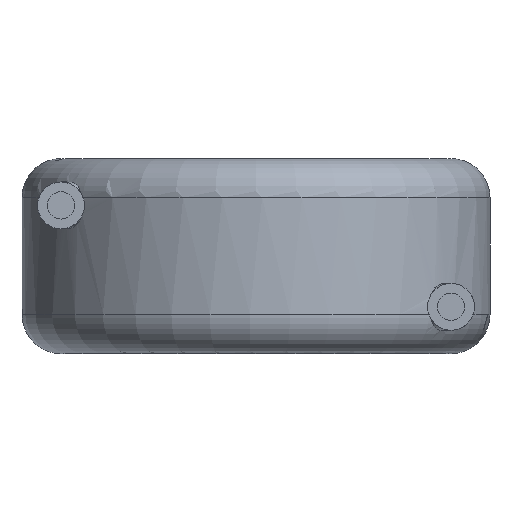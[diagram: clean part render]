
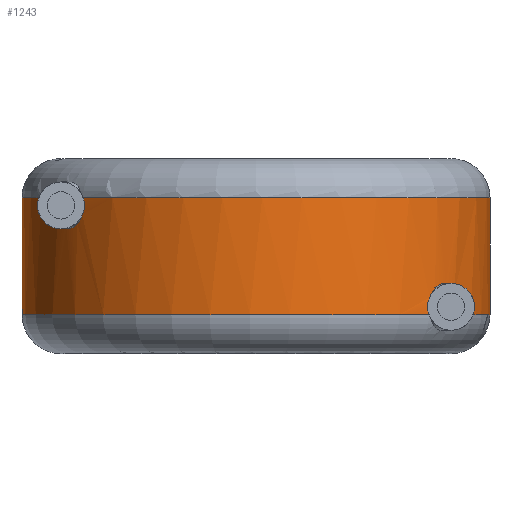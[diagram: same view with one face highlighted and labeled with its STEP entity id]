
A CAD part, front view. The second image highlights one B-rep face of the part: STEP entity #1243.
In plain terms, the highlighted cylindrical face has radius 6 mm (diameter 12 mm), a partial arc.
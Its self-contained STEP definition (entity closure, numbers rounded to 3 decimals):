
#13 = CIRCLE ( 'NONE', #735, 6. ) ;
#30 = CARTESIAN_POINT ( 'NONE',  ( 4.487, -3.983, 1.511 ) ) ;
#43 = DIRECTION ( 'NONE',  ( 1., 0., 0. ) ) ;
#54 = CARTESIAN_POINT ( 'NONE',  ( -6., 0., 1. ) ) ;
#88 = VERTEX_POINT ( 'NONE', #180 ) ;
#119 = DIRECTION ( 'NONE',  ( 0., 0., -1. ) ) ;
#180 = CARTESIAN_POINT ( 'NONE',  ( -5.13, -3.112, 4. ) ) ;
#263 = CARTESIAN_POINT ( 'NONE',  ( 4.979, -3.35, 1.742 ) ) ;
#272 = CARTESIAN_POINT ( 'NONE',  ( -4.487, -3.983, 3.489 ) ) ;
#313 = CARTESIAN_POINT ( 'NONE',  ( 4.487, -3.983, 1.511 ) ) ;
#329 = ORIENTED_EDGE ( 'NONE', *, *, #1551, .F. ) ;
#384 = LINE ( 'NONE', #3491, #2655 ) ;
#409 = VERTEX_POINT ( 'NONE', #2291 ) ;
#427 = CARTESIAN_POINT ( 'NONE',  ( 5.148, -3.083, 1.2 ) ) ;
#477 = B_SPLINE_CURVE_WITH_KNOTS ( 'NONE', 3,
 ( #272, #2573, #1930, #1192, #2292, #3041 ),
 .UNSPECIFIED., .F., .F.,
 ( 4, 2, 4 ),
 ( 0.001, 0.001, 0.001 ),
 .UNSPECIFIED. ) ;
#520 = CYLINDRICAL_SURFACE ( 'NONE', #3058, 6. ) ;
#532 = CARTESIAN_POINT ( 'NONE',  ( 0., 0., 1. ) ) ;
#540 = CARTESIAN_POINT ( 'NONE',  ( 5.13, -3.112, 1. ) ) ;
#552 = CARTESIAN_POINT ( 'NONE',  ( 4.446, -4.03, 1.443 ) ) ;
#573 = DIRECTION ( 'NONE',  ( 0., 0., 1. ) ) ;
#585 = CARTESIAN_POINT ( 'NONE',  ( 4.834, -3.556, 1.813 ) ) ;
#645 = DIRECTION ( 'NONE',  ( 0., 0., -1. ) ) ;
#648 = CARTESIAN_POINT ( 'NONE',  ( 0., 0., 1. ) ) ;
#650 = CARTESIAN_POINT ( 'NONE',  ( -4.887, -3.484, 3.195 ) ) ;
#679 = EDGE_CURVE ( 'NONE', #2473, #1134, #13, .T. ) ;
#704 = CARTESIAN_POINT ( 'NONE',  ( -5.13, -3.112, 4. ) ) ;
#735 = AXIS2_PLACEMENT_3D ( 'NONE', #3017, #2998, #1008 ) ;
#751 = EDGE_CURVE ( 'NONE', #2775, #3144, #2850, .T. ) ;
#778 = ORIENTED_EDGE ( 'NONE', *, *, #2180, .T. ) ;
#787 = CARTESIAN_POINT ( 'NONE',  ( 5.136, -3.103, 1.032 ) ) ;
#845 = CARTESIAN_POINT ( 'NONE',  ( 5.148, -3.083, 1.331 ) ) ;
#864 = VERTEX_POINT ( 'NONE', #2047 ) ;
#886 = CARTESIAN_POINT ( 'NONE',  ( 5.125, -3.121, 1.459 ) ) ;
#913 = CARTESIAN_POINT ( 'NONE',  ( -5.036, -3.265, 3.321 ) ) ;
#928 = CIRCLE ( 'NONE', #1398, 6. ) ;
#932 = B_SPLINE_CURVE_WITH_KNOTS ( 'NONE', 3,
 ( #704, #2293, #3406, #1498, #913, #650, #3136, #2586, #2314, #2941 ),
 .UNSPECIFIED., .F., .F.,
 ( 4, 2, 2, 2, 4 ),
 ( 0.002, 0.002, 0.003, 0.003, 0.003 ),
 .UNSPECIFIED. ) ;
#1008 = DIRECTION ( 'NONE',  ( 1., 0., 0. ) ) ;
#1102 = CARTESIAN_POINT ( 'NONE',  ( 5.148, -3.083, 1.2 ) ) ;
#1134 = VERTEX_POINT ( 'NONE', #1264 ) ;
#1161 = VECTOR ( 'NONE', #645, 1000. ) ;
#1192 = CARTESIAN_POINT ( 'NONE',  ( -4.393, -4.086, 3.824 ) ) ;
#1240 = CARTESIAN_POINT ( 'NONE',  ( 6., 0., 1. ) ) ;
#1243 = ADVANCED_FACE ( 'NONE', ( #3451 ), #520, .T. ) ;
#1264 = CARTESIAN_POINT ( 'NONE',  ( -4.434, -4.042, 4. ) ) ;
#1367 = DIRECTION ( 'NONE',  ( 0., 0., 1. ) ) ;
#1388 = CARTESIAN_POINT ( 'NONE',  ( 4.414, -4.064, 1.36 ) ) ;
#1398 = AXIS2_PLACEMENT_3D ( 'NONE', #2381, #119, #2046 ) ;
#1440 = ORIENTED_EDGE ( 'NONE', *, *, #1846, .F. ) ;
#1498 = CARTESIAN_POINT ( 'NONE',  ( -5.094, -3.172, 3.434 ) ) ;
#1500 = EDGE_CURVE ( 'NONE', #2473, #2869, #384, .T. ) ;
#1531 = ORIENTED_EDGE ( 'NONE', *, *, #2808, .T. ) ;
#1551 = EDGE_CURVE ( 'NONE', #3385, #2798, #3376, .T. ) ;
#1633 = AXIS2_PLACEMENT_3D ( 'NONE', #648, #573, #43 ) ;
#1648 = CARTESIAN_POINT ( 'NONE',  ( 5.146, -3.085, 1.132 ) ) ;
#1736 = AXIS2_PLACEMENT_3D ( 'NONE', #532, #1367, #3597 ) ;
#1746 = VERTEX_POINT ( 'NONE', #54 ) ;
#1846 = EDGE_CURVE ( 'NONE', #88, #864, #932, .T. ) ;
#1886 = EDGE_CURVE ( 'NONE', #2798, #2775, #3293, .T. ) ;
#1907 = DIRECTION ( 'NONE',  ( -1., 0., 0. ) ) ;
#1930 = CARTESIAN_POINT ( 'NONE',  ( -4.414, -4.064, 3.64 ) ) ;
#1940 = CARTESIAN_POINT ( 'NONE',  ( 5.13, -3.112, 1. ) ) ;
#1948 = EDGE_LOOP ( 'NONE', ( #2685, #2791, #3366, #1440, #1531, #778, #2506, #3061, #2065, #329, #2486 ) ) ;
#2046 = DIRECTION ( 'NONE',  ( 1., 0., 0. ) ) ;
#2047 = CARTESIAN_POINT ( 'NONE',  ( -4.487, -3.983, 3.489 ) ) ;
#2065 = ORIENTED_EDGE ( 'NONE', *, *, #1886, .F. ) ;
#2086 = CARTESIAN_POINT ( 'NONE',  ( -6., 0., 5. ) ) ;
#2180 = EDGE_CURVE ( 'NONE', #409, #1746, #3480, .T. ) ;
#2224 = CARTESIAN_POINT ( 'NONE',  ( 4.393, -4.086, 1.176 ) ) ;
#2291 = CARTESIAN_POINT ( 'NONE',  ( -6., 0., 4. ) ) ;
#2292 = CARTESIAN_POINT ( 'NONE',  ( -4.405, -4.074, 3.918 ) ) ;
#2293 = CARTESIAN_POINT ( 'NONE',  ( -5.155, -3.07, 3.862 ) ) ;
#2314 = CARTESIAN_POINT ( 'NONE',  ( -4.538, -3.926, 3.362 ) ) ;
#2381 = CARTESIAN_POINT ( 'NONE',  ( 0., 0., 4. ) ) ;
#2392 = CIRCLE ( 'NONE', #1736, 6. ) ;
#2463 = CARTESIAN_POINT ( 'NONE',  ( 0., 0., 5. ) ) ;
#2473 = VERTEX_POINT ( 'NONE', #3050 ) ;
#2474 = CARTESIAN_POINT ( 'NONE',  ( 4.601, -3.854, 1.711 ) ) ;
#2486 = ORIENTED_EDGE ( 'NONE', *, *, #2702, .T. ) ;
#2506 = ORIENTED_EDGE ( 'NONE', *, *, #3211, .T. ) ;
#2546 = CARTESIAN_POINT ( 'NONE',  ( 4.405, -4.074, 1.082 ) ) ;
#2573 = CARTESIAN_POINT ( 'NONE',  ( -4.446, -4.03, 3.557 ) ) ;
#2586 = CARTESIAN_POINT ( 'NONE',  ( -4.619, -3.832, 3.267 ) ) ;
#2587 = EDGE_CURVE ( 'NONE', #864, #1134, #477, .T. ) ;
#2633 = CARTESIAN_POINT ( 'NONE',  ( 4.487, -3.983, 1.511 ) ) ;
#2655 = VECTOR ( 'NONE', #3511, 1000. ) ;
#2685 = ORIENTED_EDGE ( 'NONE', *, *, #1500, .F. ) ;
#2702 = EDGE_CURVE ( 'NONE', #3385, #2869, #2392, .T. ) ;
#2713 = CARTESIAN_POINT ( 'NONE',  ( 4.434, -4.042, 1. ) ) ;
#2771 = CARTESIAN_POINT ( 'NONE',  ( 5.148, -3.083, 1.166 ) ) ;
#2775 = VERTEX_POINT ( 'NONE', #2633 ) ;
#2780 = CARTESIAN_POINT ( 'NONE',  ( 4.752, -3.665, 1.806 ) ) ;
#2791 = ORIENTED_EDGE ( 'NONE', *, *, #679, .T. ) ;
#2798 = VERTEX_POINT ( 'NONE', #427 ) ;
#2808 = EDGE_CURVE ( 'NONE', #88, #409, #928, .T. ) ;
#2850 = B_SPLINE_CURVE_WITH_KNOTS ( 'NONE', 3,
 ( #313, #552, #1388, #2224, #2546, #3337 ),
 .UNSPECIFIED., .F., .F.,
 ( 4, 2, 4 ),
 ( 0.001, 0.001, 0.001 ),
 .UNSPECIFIED. ) ;
#2869 = VERTEX_POINT ( 'NONE', #1240 ) ;
#2941 = CARTESIAN_POINT ( 'NONE',  ( -4.487, -3.983, 3.489 ) ) ;
#2998 = DIRECTION ( 'NONE',  ( 0., 0., -1. ) ) ;
#3017 = CARTESIAN_POINT ( 'NONE',  ( 0., 0., 4. ) ) ;
#3041 = CARTESIAN_POINT ( 'NONE',  ( -4.434, -4.042, 4. ) ) ;
#3050 = CARTESIAN_POINT ( 'NONE',  ( 6., 0., 4. ) ) ;
#3058 = AXIS2_PLACEMENT_3D ( 'NONE', #2463, #3300, #1907 ) ;
#3061 = ORIENTED_EDGE ( 'NONE', *, *, #751, .F. ) ;
#3076 = CIRCLE ( 'NONE', #1633, 6. ) ;
#3136 = CARTESIAN_POINT ( 'NONE',  ( -4.794, -3.61, 3.183 ) ) ;
#3144 = VERTEX_POINT ( 'NONE', #2713 ) ;
#3211 = EDGE_CURVE ( 'NONE', #1746, #3144, #3076, .T. ) ;
#3293 = B_SPLINE_CURVE_WITH_KNOTS ( 'NONE', 3,
 ( #1102, #845, #886, #3625, #263, #585, #2780, #2474, #3604, #30 ),
 .UNSPECIFIED., .F., .F.,
 ( 4, 2, 2, 2, 4 ),
 ( 0., 0., 0.001, 0.001, 0.002 ),
 .UNSPECIFIED. ) ;
#3300 = DIRECTION ( 'NONE',  ( 0., 0., -1. ) ) ;
#3308 = CARTESIAN_POINT ( 'NONE',  ( 5.14, -3.095, 1.065 ) ) ;
#3337 = CARTESIAN_POINT ( 'NONE',  ( 4.434, -4.042, 1. ) ) ;
#3366 = ORIENTED_EDGE ( 'NONE', *, *, #2587, .F. ) ;
#3376 = B_SPLINE_CURVE_WITH_KNOTS ( 'NONE', 3,
 ( #1940, #787, #3308, #1648, #2771, #3634 ),
 .UNSPECIFIED., .F., .F.,
 ( 4, 2, 4 ),
 ( 0.004, 0.004, 0.004 ),
 .UNSPECIFIED. ) ;
#3385 = VERTEX_POINT ( 'NONE', #540 ) ;
#3406 = CARTESIAN_POINT ( 'NONE',  ( -5.153, -3.074, 3.704 ) ) ;
#3451 = FACE_OUTER_BOUND ( 'NONE', #1948, .T. ) ;
#3480 = LINE ( 'NONE', #2086, #1161 ) ;
#3491 = CARTESIAN_POINT ( 'NONE',  ( 6., 0., 5. ) ) ;
#3511 = DIRECTION ( 'NONE',  ( 0., 0., -1. ) ) ;
#3597 = DIRECTION ( 'NONE',  ( 1., 0., 0. ) ) ;
#3604 = CARTESIAN_POINT ( 'NONE',  ( 4.532, -3.933, 1.622 ) ) ;
#3625 = CARTESIAN_POINT ( 'NONE',  ( 5.04, -3.256, 1.667 ) ) ;
#3634 = CARTESIAN_POINT ( 'NONE',  ( 5.148, -3.083, 1.2 ) ) ;
